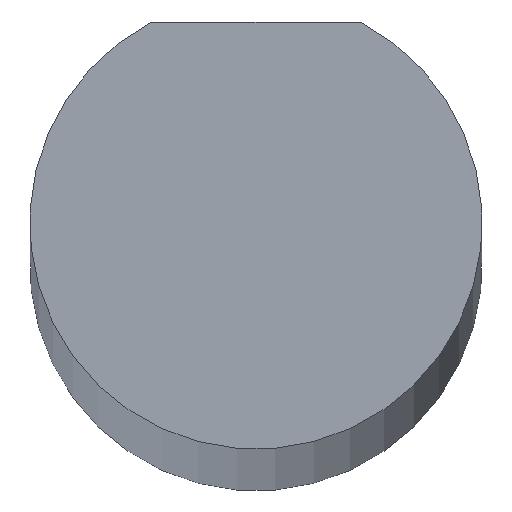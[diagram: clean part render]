
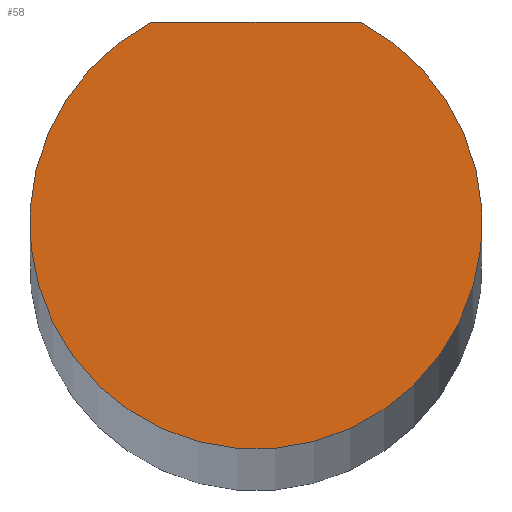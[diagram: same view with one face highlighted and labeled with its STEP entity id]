
A CAD part, top view. The second image highlights one B-rep face of the part: STEP entity #58.
In plain terms, the highlighted planar face has unit normal (0, 0, 1).
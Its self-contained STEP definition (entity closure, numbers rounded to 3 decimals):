
#15=FACE_OUTER_BOUND($,#19,.T.);
#19=EDGE_LOOP($,(#44,#45));
#23=LINE($,#98,#27);
#27=VECTOR($,#81,2.176);
#31=CIRCLE($,#67,2.365);
#34=VERTEX_POINT($,#95);
#35=VERTEX_POINT($,#96);
#38=EDGE_CURVE($,#34,#35,#31,.T.);
#39=EDGE_CURVE($,#35,#34,#23,.T.);
#44=ORIENTED_EDGE($,*,*,#38,.T.);
#45=ORIENTED_EDGE($,*,*,#39,.T.);
#55=PLANE($,#66);
#58=ADVANCED_FACE($,(#15),#55,.T.);
#66=AXIS2_PLACEMENT_3D($,#94,#77,#78);
#67=AXIS2_PLACEMENT_3D($,#97,#79,#80);
#77=DIRECTION('center_axis',(0.,0.,1.));
#78=DIRECTION('ref_axis',(1.,0.,0.));
#79=DIRECTION('center_axis',(0.,0.,1.));
#80=DIRECTION('ref_axis',(-0.46,0.888,0.));
#81=DIRECTION($,(-1.,0.,0.));
#94=CARTESIAN_POINT('Origin',(0.,0.,125.));
#95=CARTESIAN_POINT('',(-1.088,2.1,125.));
#96=CARTESIAN_POINT('',(1.088,2.1,125.));
#97=CARTESIAN_POINT('Origin',(0.,0.,125.));
#98=CARTESIAN_POINT($,(1.088,2.1,125.));
